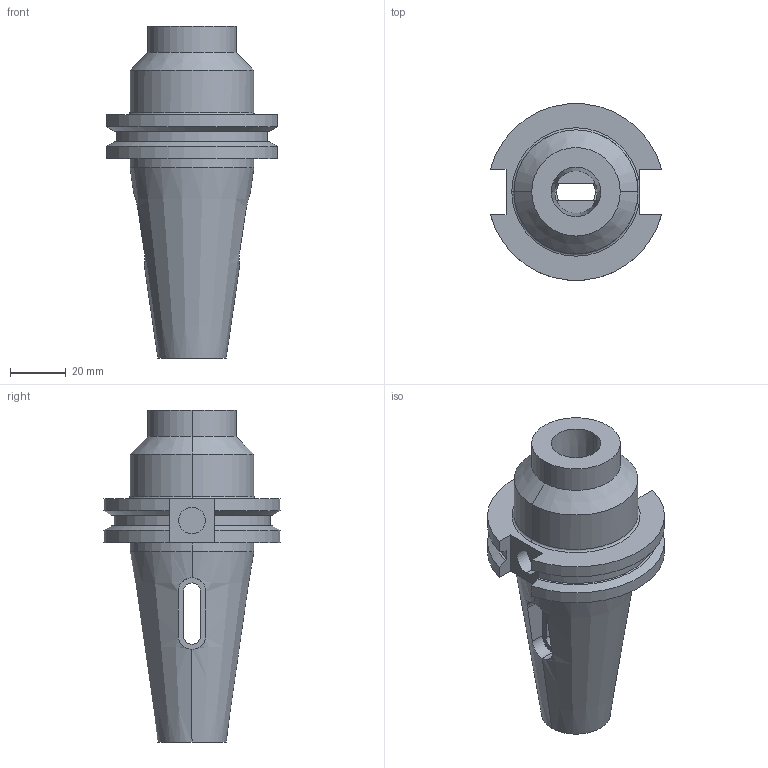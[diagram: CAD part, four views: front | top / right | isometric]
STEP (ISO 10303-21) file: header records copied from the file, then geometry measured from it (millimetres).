
FILE_DESCRIPTION (( 'STEP AP203' ), '1' );
FILE_NAME ('STP-5031-465-002-051-0(22613).STEP', '2021-06-23T06:32:19', ( '' ), ( '' ), 'SwSTEP 2.0', 'SolidWorks 2017', '' );
FILE_SCHEMA (( 'CONFIG_CONTROL_DESIGN' ));
Length unit declared in the file: millimetre
Products named in the file (1): STP-5031-465-002-051-0(22613)
Bounding box: 61.35 x 63.26 x 119.05 mm (x, y, z)
Volume: 125421.3 mm3; surface area: 26954 mm2
Topology: 1 solids, 1 shells, 77 faces, 203 edges, 131 vertices
Faces by surface type: cylinder 34, plane 28, cone 12, torus 2, bspline 1
Entity records: 2810 total; most frequent: CARTESIAN_POINT 825, ORIENTED_EDGE 406, DIRECTION 392, EDGE_CURVE 203, AXIS2_PLACEMENT_3D 148, VERTEX_POINT 131, VECTOR 96, LINE 96
